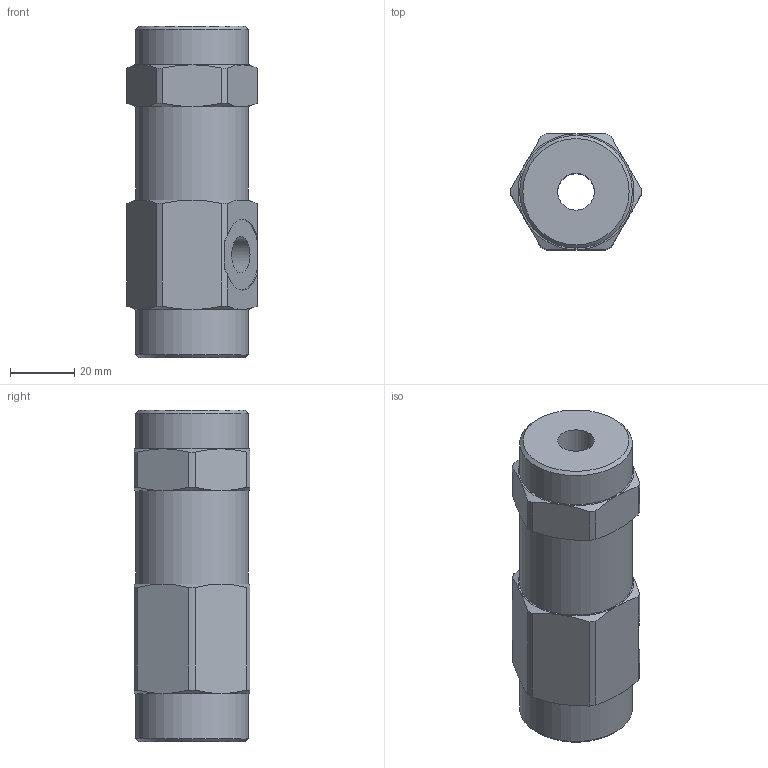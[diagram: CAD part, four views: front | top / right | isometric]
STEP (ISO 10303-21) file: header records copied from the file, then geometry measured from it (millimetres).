
FILE_DESCRIPTION((''),'2;1');
FILE_NAME('V0201.stp','2013-07-11T17:00:29',('St8'),(''),'Autodesk Inventor 2012','Autodesk Inventor 2012','');
FILE_SCHEMA(('AUTOMOTIVE_DESIGN { 1 0 10303 214 1 1 1 1 }'));
Length unit declared in the file: millimetre
Products named in the file (3): V0201; CC01238; CC01239
Assembly tree (2 placements, depth 2):
  V0201
    CC01238
    CC01239
Bounding box: 40.5 x 36 x 103 mm (x, y, z)
Volume: 77243.9 mm3; surface area: 21444 mm2
Topology: 2 solids, 2 shells, 79 faces, 184 edges, 115 vertices
Faces by surface type: cone 28, cylinder 26, plane 25
Full cylindrical faces by diameter (mm): 11.445 x3, 11.75 x1, 12 x1, 16 x1, 24 x1, 26.376 x1, 28.9 x1, 35 x3
Entity records: 2174 total; most frequent: CARTESIAN_POINT 497, DIRECTION 350, ORIENTED_EDGE 316, AXIS2_PLACEMENT_3D 161, EDGE_CURVE 158, EDGE_LOOP 108, VERTEX_POINT 106, FACE_OUTER_BOUND 79
